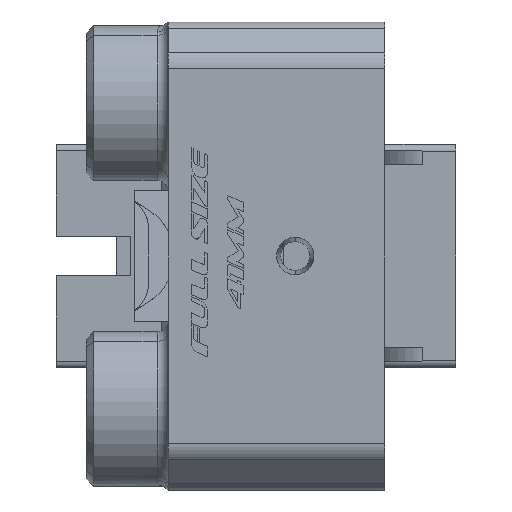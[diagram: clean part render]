
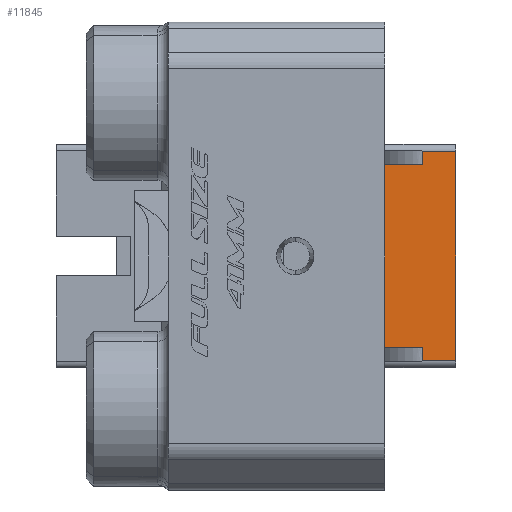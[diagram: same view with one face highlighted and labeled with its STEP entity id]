
A CAD part, left-side view. The second image highlights one B-rep face of the part: STEP entity #11845.
In plain terms, the highlighted planar face has unit normal (-1, 0, 0).
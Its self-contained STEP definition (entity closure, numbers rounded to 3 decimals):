
#119 = CARTESIAN_POINT ( 'NONE',  ( 13., -11.5, 0. ) ) ;
#414 = VERTEX_POINT ( 'NONE', #24001 ) ;
#1137 = CARTESIAN_POINT ( 'NONE',  ( 13., -7.074, -14. ) ) ;
#1879 = DIRECTION ( 'NONE',  ( 1., 0., 0. ) ) ;
#2454 = DIRECTION ( 'NONE',  ( 0., 1., 0. ) ) ;
#2518 = VECTOR ( 'NONE', #26796, 1000. ) ;
#3679 = CARTESIAN_POINT ( 'NONE',  ( 13., 0., -12.2 ) ) ;
#3727 = ORIENTED_EDGE ( 'NONE', *, *, #28232, .F. ) ;
#4040 = EDGE_CURVE ( 'NONE', #414, #35664, #19714, .T. ) ;
#5029 = ORIENTED_EDGE ( 'NONE', *, *, #9468, .T. ) ;
#5461 = CARTESIAN_POINT ( 'NONE',  ( 13., -7.074, 14.2 ) ) ;
#5577 = VECTOR ( 'NONE', #10880, 1000. ) ;
#7140 = VECTOR ( 'NONE', #11674, 1000. ) ;
#7410 = VERTEX_POINT ( 'NONE', #31404 ) ;
#8197 = DIRECTION ( 'NONE',  ( 0., 0., 1. ) ) ;
#8418 = LINE ( 'NONE', #19801, #25290 ) ;
#8464 = ORIENTED_EDGE ( 'NONE', *, *, #19355, .F. ) ;
#9468 = EDGE_CURVE ( 'NONE', #16165, #22150, #8418, .T. ) ;
#9994 = CARTESIAN_POINT ( 'NONE',  ( 13., -7.074, -12.2 ) ) ;
#10188 = EDGE_CURVE ( 'NONE', #34886, #414, #11492, .T. ) ;
#10880 = DIRECTION ( 'NONE',  ( 0., 0., 1. ) ) ;
#11492 = LINE ( 'NONE', #119, #7140 ) ;
#11674 = DIRECTION ( 'NONE',  ( 0., 0., 1. ) ) ;
#11845 = ADVANCED_FACE ( 'NONE', ( #36559 ), #16118, .F. ) ;
#11954 = EDGE_CURVE ( 'NONE', #35664, #16165, #23086, .T. ) ;
#16118 = PLANE ( 'NONE',  #36864 ) ;
#16165 = VERTEX_POINT ( 'NONE', #19711 ) ;
#16596 = EDGE_CURVE ( 'NONE', #18416, #34886, #24560, .T. ) ;
#17198 = ORIENTED_EDGE ( 'NONE', *, *, #4040, .T. ) ;
#17602 = DIRECTION ( 'NONE',  ( 0., 0., -1. ) ) ;
#18416 = VERTEX_POINT ( 'NONE', #1137 ) ;
#18667 = VERTEX_POINT ( 'NONE', #9994 ) ;
#18883 = DIRECTION ( 'NONE',  ( 0., -1., 0. ) ) ;
#19076 = CARTESIAN_POINT ( 'NONE',  ( 13., -9.5, -14. ) ) ;
#19355 = EDGE_CURVE ( 'NONE', #18667, #7410, #35141, .T. ) ;
#19404 = LINE ( 'NONE', #37189, #32384 ) ;
#19436 = CARTESIAN_POINT ( 'NONE',  ( 13., -2., -12.2 ) ) ;
#19711 = CARTESIAN_POINT ( 'NONE',  ( 13., -7.074, 12.2 ) ) ;
#19714 = LINE ( 'NONE', #28625, #33410 ) ;
#19801 = CARTESIAN_POINT ( 'NONE',  ( 13., 0., 12.2 ) ) ;
#20055 = EDGE_CURVE ( 'NONE', #7410, #22150, #36488, .T. ) ;
#22150 = VERTEX_POINT ( 'NONE', #24608 ) ;
#23086 = LINE ( 'NONE', #5461, #33226 ) ;
#24001 = CARTESIAN_POINT ( 'NONE',  ( 13., -11.5, 14. ) ) ;
#24560 = LINE ( 'NONE', #19076, #35762 ) ;
#24608 = CARTESIAN_POINT ( 'NONE',  ( 13., -2., 12.2 ) ) ;
#25290 = VECTOR ( 'NONE', #31375, 1000. ) ;
#25560 = CARTESIAN_POINT ( 'NONE',  ( 13., -9.5, 0. ) ) ;
#26796 = DIRECTION ( 'NONE',  ( 0., 1., 0. ) ) ;
#28232 = EDGE_CURVE ( 'NONE', #18416, #18667, #19404, .T. ) ;
#28625 = CARTESIAN_POINT ( 'NONE',  ( 13., -9.5, 14. ) ) ;
#29215 = EDGE_LOOP ( 'NONE', ( #5029, #34817, #8464, #3727, #30099, #36476, #17198, #34170 ) ) ;
#30099 = ORIENTED_EDGE ( 'NONE', *, *, #16596, .T. ) ;
#31375 = DIRECTION ( 'NONE',  ( 0., 1., 0. ) ) ;
#31404 = CARTESIAN_POINT ( 'NONE',  ( 13., -2., -12.2 ) ) ;
#32384 = VECTOR ( 'NONE', #8197, 1000. ) ;
#33226 = VECTOR ( 'NONE', #17602, 1000. ) ;
#33410 = VECTOR ( 'NONE', #2454, 1000. ) ;
#34084 = DIRECTION ( 'NONE',  ( 0., 0., -1. ) ) ;
#34170 = ORIENTED_EDGE ( 'NONE', *, *, #11954, .T. ) ;
#34817 = ORIENTED_EDGE ( 'NONE', *, *, #20055, .F. ) ;
#34886 = VERTEX_POINT ( 'NONE', #36051 ) ;
#34938 = CARTESIAN_POINT ( 'NONE',  ( 13., -7.074, 14. ) ) ;
#35141 = LINE ( 'NONE', #3679, #2518 ) ;
#35664 = VERTEX_POINT ( 'NONE', #34938 ) ;
#35762 = VECTOR ( 'NONE', #18883, 1000. ) ;
#36051 = CARTESIAN_POINT ( 'NONE',  ( 13., -11.5, -14. ) ) ;
#36476 = ORIENTED_EDGE ( 'NONE', *, *, #10188, .T. ) ;
#36488 = LINE ( 'NONE', #19436, #5577 ) ;
#36559 = FACE_OUTER_BOUND ( 'NONE', #29215, .T. ) ;
#36864 = AXIS2_PLACEMENT_3D ( 'NONE', #25560, #1879, #34084 ) ;
#37189 = CARTESIAN_POINT ( 'NONE',  ( 13., -7.074, -14.2 ) ) ;
